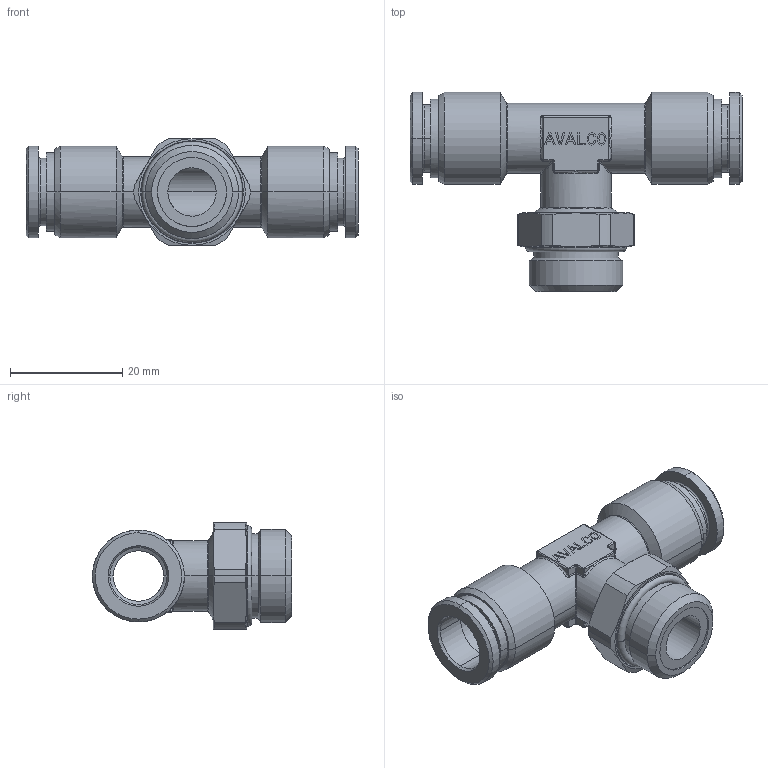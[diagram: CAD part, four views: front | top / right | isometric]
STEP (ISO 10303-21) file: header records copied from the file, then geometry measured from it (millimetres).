
FILE_DESCRIPTION(('CATIA V5 STEP Exchange'),'2;1');
FILE_NAME('PR417B-10G38.stp','2018-04-14T14:33:21+00:00',('none'),('none'),'CATIA Version 5 Release 21 GA (IN-10)','CATIA V5 STEP AP203','none');
FILE_SCHEMA(('CONFIG_CONTROL_DESIGN'));
Length unit declared in the file: millimetre
Products named in the file (1): PR417B-10G38
Bounding box: 59.2 x 35.5 x 19 mm (x, y, z)
Volume: 8448.6 mm3; surface area: 8103.1 mm2
Topology: 2 solids, 2 shells, 496 faces, 1228 edges, 766 vertices
Faces by surface type: plane 272, cylinder 96, cone 52, torus 42, bspline 22, sphere 12
Entity records: 16724 total; most frequent: CARTESIAN_POINT 5630, ORIENTED_EDGE 2456, DIRECTION 1907, EDGE_CURVE 1228, VECTOR 810, LINE 810, VERTEX_POINT 766, AXIS2_PLACEMENT_3D 666
